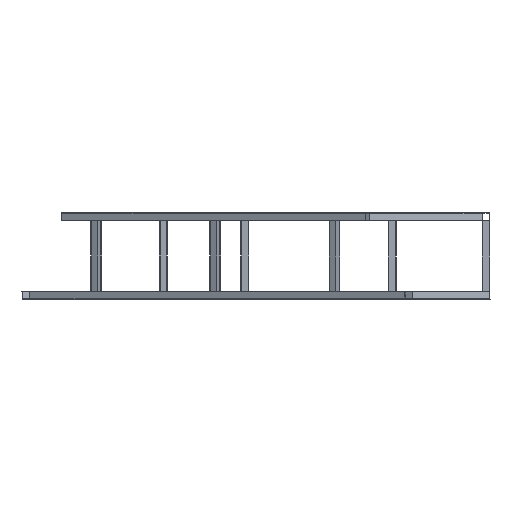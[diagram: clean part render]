
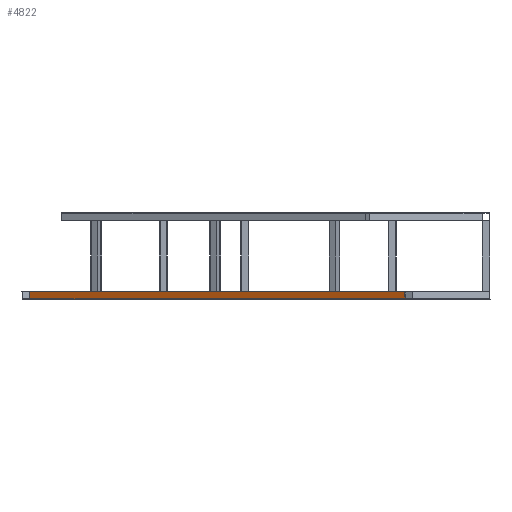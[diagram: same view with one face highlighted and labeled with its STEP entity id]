
A CAD part, left-side view. The second image highlights one B-rep face of the part: STEP entity #4822.
In plain terms, the highlighted planar face has unit normal (-0.866, 0.5, 0).
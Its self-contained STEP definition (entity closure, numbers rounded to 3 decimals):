
#203 = EDGE_CURVE ( 'NONE', #5555, #13714, #3198, .T. ) ;
#221 = EDGE_LOOP ( 'NONE', ( #6602, #6679, #5752, #7432 ) ) ;
#406 = CARTESIAN_POINT ( 'NONE',  ( -430.499, -155.596, -6.35 ) ) ;
#664 = LINE ( 'NONE', #3093, #12713 ) ;
#793 = VERTEX_POINT ( 'NONE', #2328 ) ;
#1830 = CARTESIAN_POINT ( 'NONE',  ( -430.499, -155.596, 6.35 ) ) ;
#2167 = VECTOR ( 'NONE', #14481, 1000. ) ;
#2328 = CARTESIAN_POINT ( 'NONE',  ( -432.332, -158.771, 6.35 ) ) ;
#2686 = DIRECTION ( 'NONE',  ( 0.866, -0.5, 0. ) ) ;
#3093 = CARTESIAN_POINT ( 'NONE',  ( -430.499, -155.596, 6.35 ) ) ;
#3198 = LINE ( 'NONE', #8691, #9671 ) ;
#3249 = DIRECTION ( 'NONE',  ( 0.5, 0.866, 0. ) ) ;
#4075 = VECTOR ( 'NONE', #7433, 1000. ) ;
#4379 = EDGE_CURVE ( 'NONE', #793, #12415, #12133, .T. ) ;
#4822 = ADVANCED_FACE ( 'NONE', ( #12247 ), #6652, .F. ) ;
#5322 = CARTESIAN_POINT ( 'NONE',  ( -85.999, 441.096, 6.35 ) ) ;
#5555 = VERTEX_POINT ( 'NONE', #14179 ) ;
#5752 = ORIENTED_EDGE ( 'NONE', *, *, #4379, .F. ) ;
#6386 = CARTESIAN_POINT ( 'NONE',  ( -432.332, -158.771, -6.35 ) ) ;
#6602 = ORIENTED_EDGE ( 'NONE', *, *, #203, .F. ) ;
#6652 = PLANE ( 'NONE',  #8672 ) ;
#6679 = ORIENTED_EDGE ( 'NONE', *, *, #14130, .F. ) ;
#7432 = ORIENTED_EDGE ( 'NONE', *, *, #10902, .T. ) ;
#7433 = DIRECTION ( 'NONE',  ( 0.5, 0.866, 0. ) ) ;
#8672 = AXIS2_PLACEMENT_3D ( 'NONE', #1830, #2686, #14663 ) ;
#8691 = CARTESIAN_POINT ( 'NONE',  ( -85.999, 441.096, 6.35 ) ) ;
#9671 = VECTOR ( 'NONE', #14658, 1000. ) ;
#10902 = EDGE_CURVE ( 'NONE', #793, #13714, #664, .T. ) ;
#10905 = CARTESIAN_POINT ( 'NONE',  ( -432.332, -158.771, 6.35 ) ) ;
#11960 = LINE ( 'NONE', #406, #4075 ) ;
#12133 = LINE ( 'NONE', #10905, #2167 ) ;
#12247 = FACE_OUTER_BOUND ( 'NONE', #221, .T. ) ;
#12415 = VERTEX_POINT ( 'NONE', #6386 ) ;
#12713 = VECTOR ( 'NONE', #3249, 1000. ) ;
#13714 = VERTEX_POINT ( 'NONE', #5322 ) ;
#14130 = EDGE_CURVE ( 'NONE', #12415, #5555, #11960, .T. ) ;
#14179 = CARTESIAN_POINT ( 'NONE',  ( -85.999, 441.096, -6.35 ) ) ;
#14481 = DIRECTION ( 'NONE',  ( 0., 0., -1. ) ) ;
#14658 = DIRECTION ( 'NONE',  ( 0., 0., 1. ) ) ;
#14663 = DIRECTION ( 'NONE',  ( 0.5, 0.866, 0. ) ) ;
